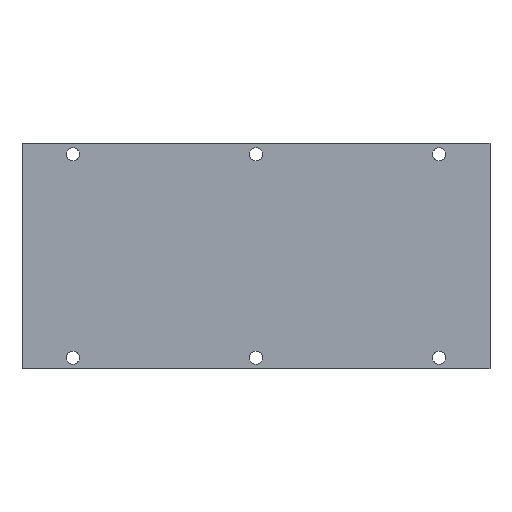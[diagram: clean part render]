
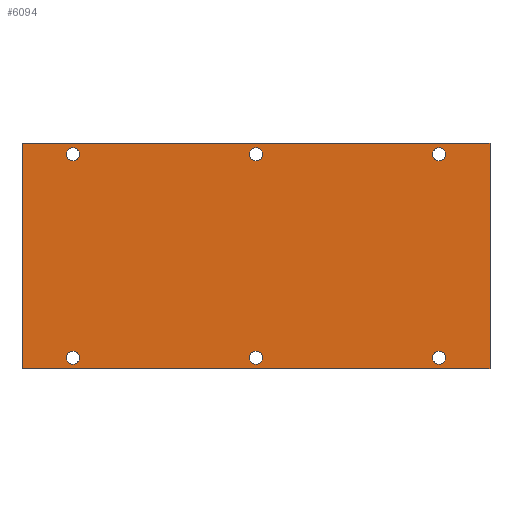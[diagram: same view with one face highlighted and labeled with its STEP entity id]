
A CAD part, front view. The second image highlights one B-rep face of the part: STEP entity #6094.
In plain terms, the highlighted planar face has unit normal (0, -1, 0).
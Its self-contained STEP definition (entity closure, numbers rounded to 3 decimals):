
#1234 = VERTEX_POINT ( 'NONE', #4442 ) ;
#1235 = VERTEX_POINT ( 'NONE', #4443 ) ;
#1236 = VERTEX_POINT ( 'NONE', #4444 ) ;
#1237 = VERTEX_POINT ( 'NONE', #4445 ) ;
#2676 = EDGE_CURVE ( 'NONE', #1237, #1236, #13558, .T. ) ;
#2688 = EDGE_CURVE ( 'NONE', #1236, #1235, #13710, .T. ) ;
#2691 = EDGE_CURVE ( 'NONE', #33796, #33796, #13718, .T. ) ;
#2692 = EDGE_CURVE ( 'NONE', #33798, #33798, #13720, .T. ) ;
#2693 = EDGE_CURVE ( 'NONE', #1235, #1234, #13707, .T. ) ;
#2694 = EDGE_CURVE ( 'NONE', #1234, #1237, #13711, .T. ) ;
#2695 = EDGE_CURVE ( 'NONE', #33800, #33800, #13724, .T. ) ;
#2696 = EDGE_CURVE ( 'NONE', #33802, #33802, #13725, .T. ) ;
#2697 = EDGE_CURVE ( 'NONE', #33804, #33804, #13726, .T. ) ;
#2698 = EDGE_CURVE ( 'NONE', #33806, #33806, #13728, .T. ) ;
#4032 = DIRECTION ( 'NONE',  ( 0., 0., 1. ) ) ;
#4033 = DIRECTION ( 'NONE',  ( 0., -1., 0. ) ) ;
#4035 = DIRECTION ( 'NONE',  ( 0., 0., 1. ) ) ;
#4036 = DIRECTION ( 'NONE',  ( 0., -1., 0. ) ) ;
#4039 = DIRECTION ( 'NONE',  ( 0., 0., 1. ) ) ;
#4040 = DIRECTION ( 'NONE',  ( 0., -1., 0. ) ) ;
#4042 = CARTESIAN_POINT ( 'NONE',  ( 103.886, 0.254, -53.594 ) ) ;
#4043 = DIRECTION ( 'NONE',  ( 0., 0., 1. ) ) ;
#4044 = DIRECTION ( 'NONE',  ( 0., -1., 0. ) ) ;
#4045 = CARTESIAN_POINT ( 'NONE',  ( 103.886, 0.254, -2.794 ) ) ;
#4046 = DIRECTION ( 'NONE',  ( 0., 0., -1. ) ) ;
#4047 = CARTESIAN_POINT ( 'NONE',  ( 116.586, 0.254, 0. ) ) ;
#4048 = CARTESIAN_POINT ( 'NONE',  ( 12.446, 0.254, -2.794 ) ) ;
#4049 = DIRECTION ( 'NONE',  ( 1., 0., 0. ) ) ;
#4050 = CARTESIAN_POINT ( 'NONE',  ( -12.093, 0.254, 0. ) ) ;
#4053 = DIRECTION ( 'NONE',  ( 0., 0., 1. ) ) ;
#4054 = DIRECTION ( 'NONE',  ( 0., -1., 0. ) ) ;
#4055 = CARTESIAN_POINT ( 'NONE',  ( 58.166, 0.254, -53.594 ) ) ;
#4056 = DIRECTION ( 'NONE',  ( 0., 0., 1. ) ) ;
#4057 = DIRECTION ( 'NONE',  ( 0., -1., 0. ) ) ;
#4063 = CARTESIAN_POINT ( 'NONE',  ( 58.166, 0.254, -2.794 ) ) ;
#4065 = DIRECTION ( 'NONE',  ( 0., 0., 1. ) ) ;
#4066 = CARTESIAN_POINT ( 'NONE',  ( -0.254, 0.254, 0. ) ) ;
#4101 = DIRECTION ( 'NONE',  ( -1., 0., 0. ) ) ;
#4102 = CARTESIAN_POINT ( 'NONE',  ( -12.093, 0.254, -56.388 ) ) ;
#4105 = CARTESIAN_POINT ( 'NONE',  ( 12.446, 0.254, -53.594 ) ) ;
#4442 = CARTESIAN_POINT ( 'NONE',  ( 116.586, 0.254, 0. ) ) ;
#4443 = CARTESIAN_POINT ( 'NONE',  ( -0.254, 0.254, 0. ) ) ;
#4444 = CARTESIAN_POINT ( 'NONE',  ( -0.254, 0.254, -56.388 ) ) ;
#4445 = CARTESIAN_POINT ( 'NONE',  ( 116.586, 0.254, -56.388 ) ) ;
#6094 = ADVANCED_FACE ( 'NONE', ( #17814, #17823, #17825, #17827, #17815, #17822, #17824 ), #19736, .F. ) ;
#9302 = ORIENTED_EDGE ( 'NONE', *, *, #2698, .F. ) ;
#9304 = ORIENTED_EDGE ( 'NONE', *, *, #2697, .F. ) ;
#9305 = ORIENTED_EDGE ( 'NONE', *, *, #2696, .F. ) ;
#9306 = ORIENTED_EDGE ( 'NONE', *, *, #2692, .F. ) ;
#9307 = ORIENTED_EDGE ( 'NONE', *, *, #2695, .F. ) ;
#9308 = ORIENTED_EDGE ( 'NONE', *, *, #2691, .F. ) ;
#9309 = ORIENTED_EDGE ( 'NONE', *, *, #2693, .F. ) ;
#9310 = ORIENTED_EDGE ( 'NONE', *, *, #2688, .F. ) ;
#9311 = ORIENTED_EDGE ( 'NONE', *, *, #2676, .F. ) ;
#9312 = ORIENTED_EDGE ( 'NONE', *, *, #2694, .F. ) ;
#12313 = AXIS2_PLACEMENT_3D ( 'NONE', #4063, #4057, #4056 ) ;
#12314 = AXIS2_PLACEMENT_3D ( 'NONE', #4048, #4044, #4043 ) ;
#12316 = AXIS2_PLACEMENT_3D ( 'NONE', #4105, #4054, #4053 ) ;
#12318 = AXIS2_PLACEMENT_3D ( 'NONE', #4055, #4040, #4039 ) ;
#12319 = AXIS2_PLACEMENT_3D ( 'NONE', #4045, #4036, #4035 ) ;
#12320 = AXIS2_PLACEMENT_3D ( 'NONE', #4042, #4033, #4032 ) ;
#13558 = LINE ( 'NONE', #4102, #13569 ) ;
#13569 = VECTOR ( 'NONE', #4101, 1000. ) ;
#13707 = LINE ( 'NONE', #4050, #13719 ) ;
#13710 = LINE ( 'NONE', #4066, #13712 ) ;
#13711 = LINE ( 'NONE', #4047, #13722 ) ;
#13712 = VECTOR ( 'NONE', #4065, 1000. ) ;
#13718 = CIRCLE ( 'NONE', #12313, 1.632 ) ;
#13719 = VECTOR ( 'NONE', #4049, 1000. ) ;
#13720 = CIRCLE ( 'NONE', #12316, 1.632 ) ;
#13722 = VECTOR ( 'NONE', #4046, 1000. ) ;
#13724 = CIRCLE ( 'NONE', #12314, 1.632 ) ;
#13725 = CIRCLE ( 'NONE', #12318, 1.632 ) ;
#13726 = CIRCLE ( 'NONE', #12319, 1.632 ) ;
#13728 = CIRCLE ( 'NONE', #12320, 1.632 ) ;
#17814 = FACE_BOUND ( 'NONE', #23992, .T. ) ;
#17815 = FACE_BOUND ( 'NONE', #24002, .T. ) ;
#17822 = FACE_BOUND ( 'NONE', #24001, .T. ) ;
#17823 = FACE_BOUND ( 'NONE', #23997, .T. ) ;
#17824 = FACE_OUTER_BOUND ( 'NONE', #24000, .T. ) ;
#17825 = FACE_BOUND ( 'NONE', #23999, .T. ) ;
#17827 = FACE_BOUND ( 'NONE', #24056, .T. ) ;
#18071 = AXIS2_PLACEMENT_3D ( 'NONE', #19735, #19744, #19745 ) ;
#19735 = CARTESIAN_POINT ( 'NONE',  ( -0.254, 0.254, 0. ) ) ;
#19736 = PLANE ( 'NONE',  #18071 ) ;
#19744 = DIRECTION ( 'NONE',  ( 0., 1., 0. ) ) ;
#19745 = DIRECTION ( 'NONE',  ( 0., 0., 1. ) ) ;
#23992 = EDGE_LOOP ( 'NONE', ( #9302 ) ) ;
#23997 = EDGE_LOOP ( 'NONE', ( #9304 ) ) ;
#23999 = EDGE_LOOP ( 'NONE', ( #9305 ) ) ;
#24000 = EDGE_LOOP ( 'NONE', ( #9309, #9310, #9311, #9312 ) ) ;
#24001 = EDGE_LOOP ( 'NONE', ( #9308 ) ) ;
#24002 = EDGE_LOOP ( 'NONE', ( #9307 ) ) ;
#24056 = EDGE_LOOP ( 'NONE', ( #9306 ) ) ;
#33796 = VERTEX_POINT ( 'NONE', #33797 ) ;
#33797 = CARTESIAN_POINT ( 'NONE',  ( 58.166, 0.254, -1.162 ) ) ;
#33798 = VERTEX_POINT ( 'NONE', #33799 ) ;
#33799 = CARTESIAN_POINT ( 'NONE',  ( 12.446, 0.254, -51.962 ) ) ;
#33800 = VERTEX_POINT ( 'NONE', #33801 ) ;
#33801 = CARTESIAN_POINT ( 'NONE',  ( 12.446, 0.254, -1.162 ) ) ;
#33802 = VERTEX_POINT ( 'NONE', #33803 ) ;
#33803 = CARTESIAN_POINT ( 'NONE',  ( 58.166, 0.254, -51.962 ) ) ;
#33804 = VERTEX_POINT ( 'NONE', #33805 ) ;
#33805 = CARTESIAN_POINT ( 'NONE',  ( 103.886, 0.254, -1.162 ) ) ;
#33806 = VERTEX_POINT ( 'NONE', #33807 ) ;
#33807 = CARTESIAN_POINT ( 'NONE',  ( 103.886, 0.254, -51.962 ) ) ;
